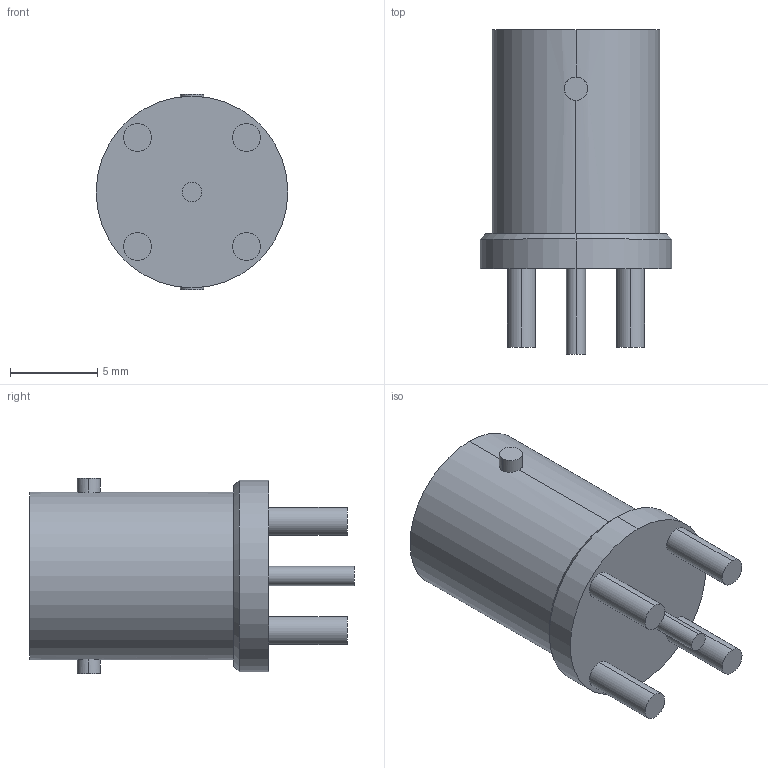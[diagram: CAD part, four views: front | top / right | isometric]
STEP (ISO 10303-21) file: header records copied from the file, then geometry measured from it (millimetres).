
FILE_DESCRIPTION (( 'STEP AP214' ), '1' );
FILE_NAME ('5-1634503-1.STEP', '2018-11-16T14:09:37', ( '' ), ( '' ), 'SwSTEP 2.0', 'SolidWorks 2017', '' );
FILE_SCHEMA (( 'AUTOMOTIVE_DESIGN' ));
Length unit declared in the file: millimetre
Products named in the file (1): 5-1634503-1
Bounding box: 11 x 18.6 x 11.2 mm (x, y, z)
Volume: 465.1 mm3; surface area: 1126.6 mm2
Topology: 1 solids, 1 shells, 43 faces, 90 edges, 58 vertices
Faces by surface type: cylinder 24, plane 13, cone 4, torus 2
Entity records: 1367 total; most frequent: CARTESIAN_POINT 252, DIRECTION 222, ORIENTED_EDGE 180, AXIS2_PLACEMENT_3D 96, EDGE_CURVE 90, VERTEX_POINT 58, CIRCLE 52, EDGE_LOOP 52
